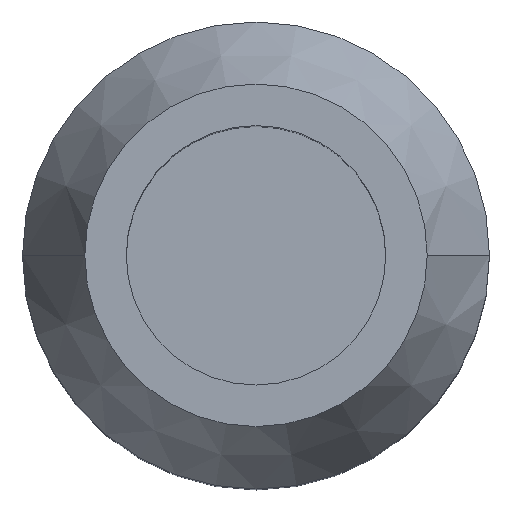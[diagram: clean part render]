
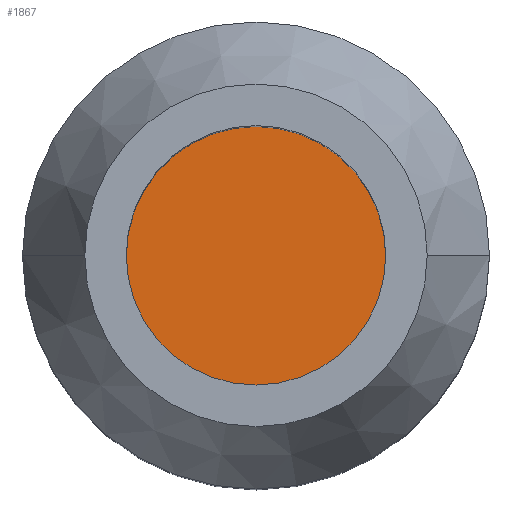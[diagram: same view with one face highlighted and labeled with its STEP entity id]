
A CAD part, top view. The second image highlights one B-rep face of the part: STEP entity #1867.
In plain terms, the highlighted planar face has unit normal (0, 0, 1).
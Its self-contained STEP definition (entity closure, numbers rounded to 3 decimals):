
#29 = DIRECTION ( 'NONE',  ( -1., 0., 0. ) ) ;
#37 = VERTEX_POINT ( 'NONE', #1381 ) ;
#124 = DIRECTION ( 'NONE',  ( 0., 0., 1. ) ) ;
#128 = ORIENTED_EDGE ( 'NONE', *, *, #1772, .F. ) ;
#213 = CARTESIAN_POINT ( 'NONE',  ( -12.5, 0., 49. ) ) ;
#467 = EDGE_CURVE ( 'NONE', #1514, #37, #3046, .T. ) ;
#874 = PLANE ( 'NONE',  #1262 ) ;
#1158 = EDGE_LOOP ( 'NONE', ( #2714, #128 ) ) ;
#1262 = AXIS2_PLACEMENT_3D ( 'NONE', #1321, #124, #2807 ) ;
#1321 = CARTESIAN_POINT ( 'NONE',  ( 0., 12.5, 49. ) ) ;
#1381 = CARTESIAN_POINT ( 'NONE',  ( 12.5, 0., 49. ) ) ;
#1475 = AXIS2_PLACEMENT_3D ( 'NONE', #1476, #2683, #1974 ) ;
#1476 = CARTESIAN_POINT ( 'NONE',  ( 0., 0., 49. ) ) ;
#1514 = VERTEX_POINT ( 'NONE', #213 ) ;
#1732 = CARTESIAN_POINT ( 'NONE',  ( 0., 0., 49. ) ) ;
#1753 = DIRECTION ( 'NONE',  ( 0., 0., -1. ) ) ;
#1772 = EDGE_CURVE ( 'NONE', #37, #1514, #3126, .T. ) ;
#1798 = FACE_OUTER_BOUND ( 'NONE', #1158, .T. ) ;
#1867 = ADVANCED_FACE ( 'NONE', ( #1798 ), #874, .T. ) ;
#1974 = DIRECTION ( 'NONE',  ( -1., 0., 0. ) ) ;
#2186 = AXIS2_PLACEMENT_3D ( 'NONE', #1732, #1753, #29 ) ;
#2683 = DIRECTION ( 'NONE',  ( 0., 0., -1. ) ) ;
#2714 = ORIENTED_EDGE ( 'NONE', *, *, #467, .F. ) ;
#2807 = DIRECTION ( 'NONE',  ( 1., 0., 0. ) ) ;
#3046 = CIRCLE ( 'NONE', #1475, 12.5 ) ;
#3126 = CIRCLE ( 'NONE', #2186, 12.5 ) ;
